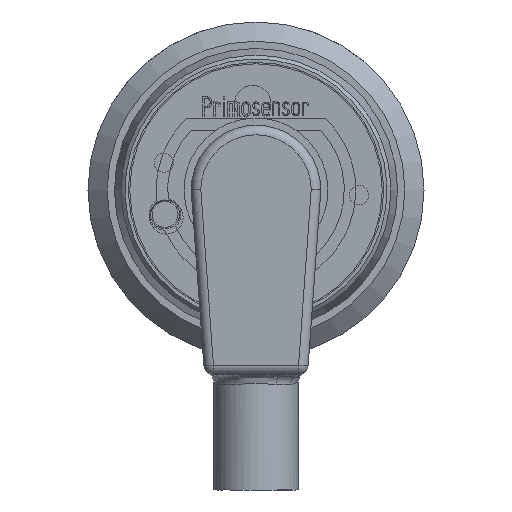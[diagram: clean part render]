
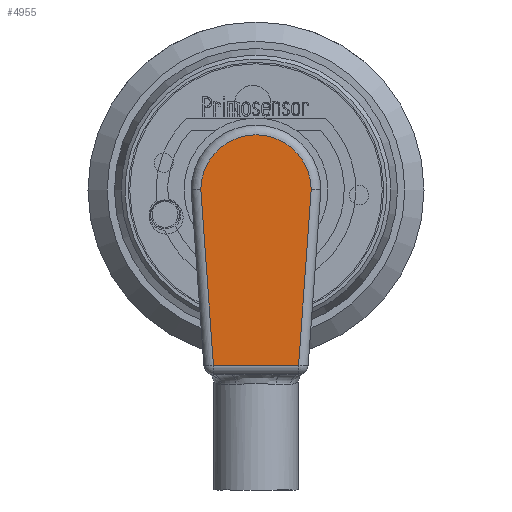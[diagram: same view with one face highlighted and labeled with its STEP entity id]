
A CAD part, front view. The second image highlights one B-rep face of the part: STEP entity #4955.
In plain terms, the highlighted planar face has unit normal (0, -1, 0).
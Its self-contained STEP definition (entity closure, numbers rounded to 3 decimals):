
#426=CIRCLE('',#6878,5.75);
#919=ORIENTED_EDGE('',*,*,#2059,.T.);
#920=ORIENTED_EDGE('',*,*,#2060,.T.);
#921=ORIENTED_EDGE('',*,*,#2061,.T.);
#922=ORIENTED_EDGE('',*,*,#2062,.T.);
#2059=EDGE_CURVE('',#2665,#2666,#3115,.T.);
#2060=EDGE_CURVE('',#2666,#2667,#3116,.T.);
#2061=EDGE_CURVE('',#2667,#2668,#426,.T.);
#2062=EDGE_CURVE('',#2668,#2665,#3117,.T.);
#2665=VERTEX_POINT('',#9128);
#2666=VERTEX_POINT('',#9129);
#2667=VERTEX_POINT('',#9131);
#2668=VERTEX_POINT('',#9133);
#3115=LINE('',#9127,#3453);
#3116=LINE('',#9130,#3454);
#3117=LINE('',#9134,#3455);
#3453=VECTOR('',#7679,1000.);
#3454=VECTOR('',#7680,1000.);
#3455=VECTOR('',#7683,1000.);
#3788=EDGE_LOOP('',(#919,#920,#921,#922));
#4305=FACE_BOUND('',#3788,.T.);
#4755=PLANE('',#6877);
#4955=ADVANCED_FACE('',(#4305),#4755,.T.);
#6877=AXIS2_PLACEMENT_3D('',#9126,#7677,#7678);
#6878=AXIS2_PLACEMENT_3D('',#9132,#7681,#7682);
#7677=DIRECTION('',(0.,-1.,0.));
#7678=DIRECTION('',(0.,0.,-1.));
#7679=DIRECTION('',(0.,0.,-1.));
#7680=DIRECTION('',(0.997,0.,-0.072));
#7681=DIRECTION('',(0.,-1.,0.));
#7682=DIRECTION('',(0.,0.,-1.));
#7683=DIRECTION('',(-0.997,0.,-0.072));
#9126=CARTESIAN_POINT('',(0.,0.,0.));
#9127=CARTESIAN_POINT('',(-18.25,0.,0.));
#9128=CARTESIAN_POINT('',(-18.25,0.,4.433));
#9129=CARTESIAN_POINT('',(-18.25,0.,-4.433));
#9130=CARTESIAN_POINT('',(-0.412,0.,-5.718));
#9131=CARTESIAN_POINT('',(0.035,0.,-5.75));
#9132=CARTESIAN_POINT('',(0.,0.,0.));
#9133=CARTESIAN_POINT('',(0.035,0.,5.75));
#9134=CARTESIAN_POINT('',(-0.412,0.,5.718));
